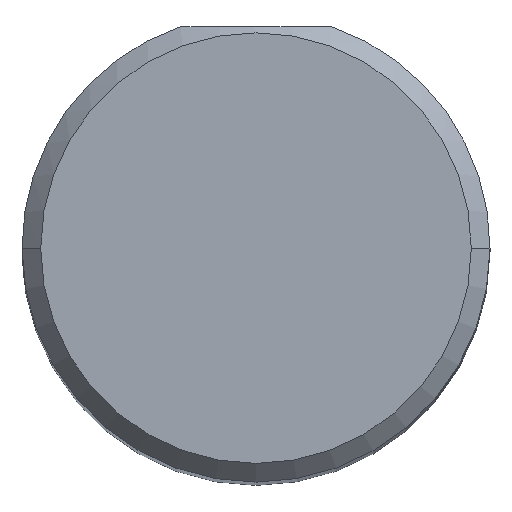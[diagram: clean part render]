
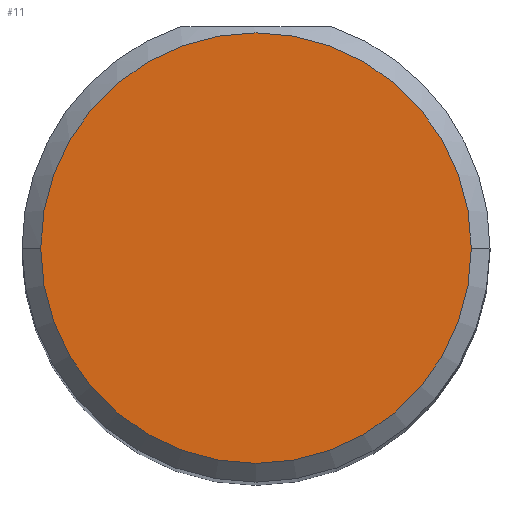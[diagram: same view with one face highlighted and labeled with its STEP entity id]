
A CAD part, top view. The second image highlights one B-rep face of the part: STEP entity #11.
In plain terms, the highlighted planar face has unit normal (0, 0, 1).
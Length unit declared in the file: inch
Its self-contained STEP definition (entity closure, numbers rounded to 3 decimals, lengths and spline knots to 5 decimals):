
#11 = ADVANCED_FACE ( 'NONE', ( #392 ), #585, .T. ) ;
#24 = CARTESIAN_POINT ( 'NONE',  ( 0.5775, 0., 2.5 ) ) ;
#26 = VERTEX_POINT ( 'NONE', #213 ) ;
#35 = CIRCLE ( 'NONE', #629, 0.1725 ) ;
#56 = AXIS2_PLACEMENT_3D ( 'NONE', #68, #262, #614 ) ;
#68 = CARTESIAN_POINT ( 'NONE',  ( 0.75, 0., 2.5 ) ) ;
#79 = DIRECTION ( 'NONE',  ( 0., 0., -1. ) ) ;
#115 = VERTEX_POINT ( 'NONE', #24 ) ;
#213 = CARTESIAN_POINT ( 'NONE',  ( 0.9225, 0., 2.5 ) ) ;
#249 = DIRECTION ( 'NONE',  ( -1., 0., 0. ) ) ;
#262 = DIRECTION ( 'NONE',  ( 0., 0., -1. ) ) ;
#339 = CARTESIAN_POINT ( 'NONE',  ( 0.75, 0., 2.5 ) ) ;
#392 = FACE_OUTER_BOUND ( 'NONE', #566, .T. ) ;
#398 = AXIS2_PLACEMENT_3D ( 'NONE', #339, #456, #249 ) ;
#456 = DIRECTION ( 'NONE',  ( 0., 0., 1. ) ) ;
#491 = CIRCLE ( 'NONE', #56, 0.1725 ) ;
#517 = CARTESIAN_POINT ( 'NONE',  ( 0.75, 0., 2.5 ) ) ;
#551 = EDGE_CURVE ( 'NONE', #26, #115, #491, .T. ) ;
#564 = ORIENTED_EDGE ( 'NONE', *, *, #551, .F. ) ;
#566 = EDGE_LOOP ( 'NONE', ( #564, #599 ) ) ;
#575 = DIRECTION ( 'NONE',  ( -1., 0., 0. ) ) ;
#579 = EDGE_CURVE ( 'NONE', #115, #26, #35, .T. ) ;
#585 = PLANE ( 'NONE',  #398 ) ;
#599 = ORIENTED_EDGE ( 'NONE', *, *, #579, .F. ) ;
#614 = DIRECTION ( 'NONE',  ( -1., 0., 0. ) ) ;
#629 = AXIS2_PLACEMENT_3D ( 'NONE', #517, #79, #575 ) ;
